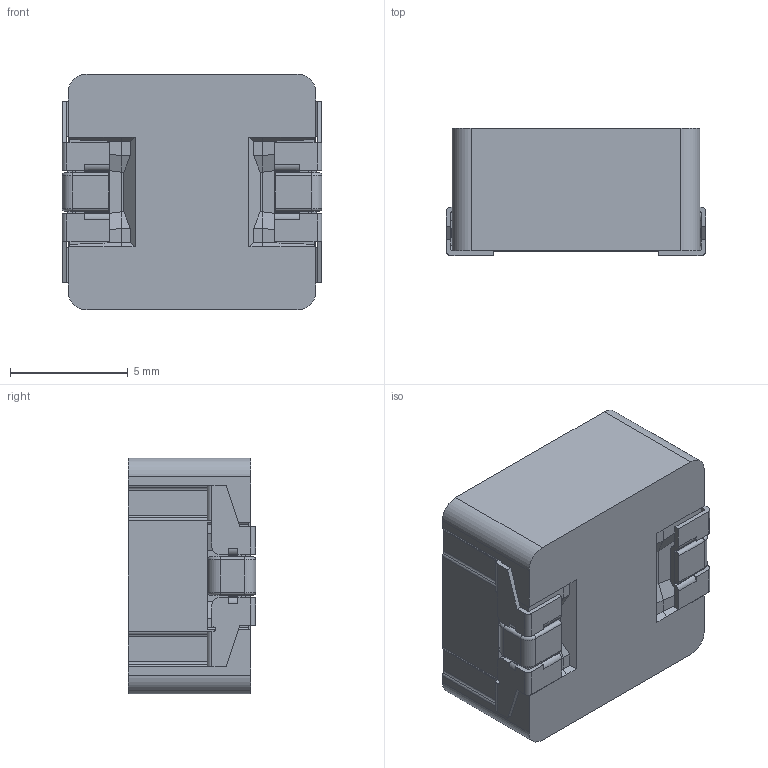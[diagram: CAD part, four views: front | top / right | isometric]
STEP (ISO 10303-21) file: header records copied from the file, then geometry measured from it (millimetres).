
FILE_DESCRIPTION (( 'STEP AP214' ), '1' );
FILE_NAME ('ETQP5M2R5YTC.STEP', '2025-02-17T00:45:12', ( '' ), ( '' ), 'SwSTEP 2.0', 'SolidWorks 2024', '' );
FILE_SCHEMA (( 'AUTOMOTIVE_DESIGN' ));
Length unit declared in the file: millimetre
Products named in the file (1): ETQP5M2R5YTC
Bounding box: 11.02 x 5.41 x 10 mm (x, y, z)
Volume: 539.8 mm3; surface area: 506 mm2
Topology: 1 solids, 1 shells, 273 faces, 770 edges, 484 vertices
Faces by surface type: plane 173, cylinder 90, torus 8, cone 2
Entity records: 11778 total; most frequent: ORIENTED_EDGE 1540, CARTESIAN_POINT 1528, DIRECTION 1518, EDGE_CURVE 770, VECTOR 570, LINE 570, VERTEX_POINT 484, AXIS2_PLACEMENT_3D 474
